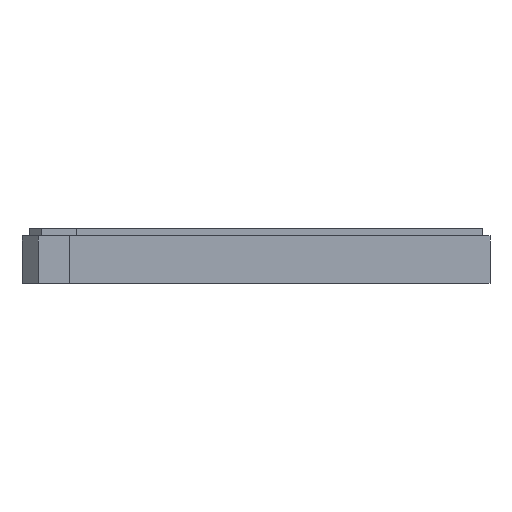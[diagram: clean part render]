
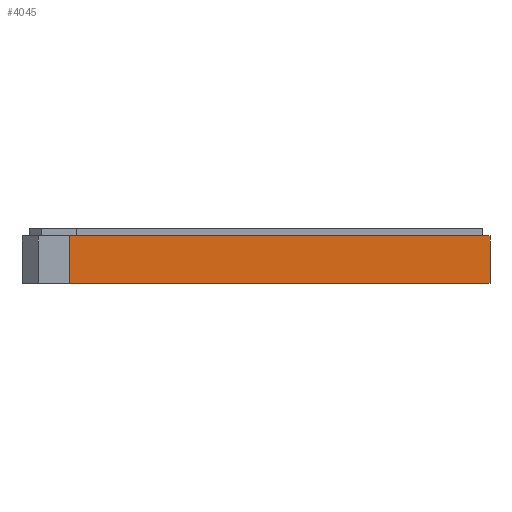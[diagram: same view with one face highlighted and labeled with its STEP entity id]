
A CAD part, front view. The second image highlights one B-rep face of the part: STEP entity #4045.
In plain terms, the highlighted planar face has unit normal (0, -1, 0).
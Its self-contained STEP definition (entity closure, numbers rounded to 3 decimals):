
#93=PLANE('',#4320);
#316=FACE_OUTER_BOUND('',#531,.T.);
#531=EDGE_LOOP('',(#3646,#3647,#3648,#3649));
#1044=LINE('',#8966,#1377);
#1105=LINE('',#9083,#1438);
#1135=LINE('',#13407,#1468);
#1140=LINE('',#13419,#1473);
#1377=VECTOR('',#4921,10.);
#1438=VECTOR('',#5028,10.);
#1468=VECTOR('',#5114,10.);
#1473=VECTOR('',#5133,10.);
#1833=VERTEX_POINT('',#8963);
#1834=VERTEX_POINT('',#8965);
#1867=VERTEX_POINT('',#9081);
#1901=VERTEX_POINT('',#13405);
#2362=EDGE_CURVE('',#1833,#1834,#1044,.T.);
#2423=EDGE_CURVE('',#1867,#1833,#1105,.T.);
#2493=EDGE_CURVE('',#1901,#1867,#1135,.T.);
#2498=EDGE_CURVE('',#1901,#1834,#1140,.T.);
#3646=ORIENTED_EDGE('',*,*,#2498,.T.);
#3647=ORIENTED_EDGE('',*,*,#2362,.F.);
#3648=ORIENTED_EDGE('',*,*,#2423,.F.);
#3649=ORIENTED_EDGE('',*,*,#2493,.F.);
#4045=ADVANCED_FACE('',(#316),#93,.T.);
#4320=AXIS2_PLACEMENT_3D('',#13420,#5134,#5135);
#4921=DIRECTION('',(1.,0.,0.));
#5028=DIRECTION('',(0.,0.,1.));
#5114=DIRECTION('',(-1.,0.,0.));
#5133=DIRECTION('',(0.,0.,1.));
#5134=DIRECTION('center_axis',(0.,-1.,0.));
#5135=DIRECTION('ref_axis',(1.,0.,0.));
#8963=CARTESIAN_POINT('',(-0.3,-89.7,10.));
#8965=CARTESIAN_POINT('',(115.1,-89.7,10.));
#8966=CARTESIAN_POINT('',(-0.3,-89.7,10.));
#9081=CARTESIAN_POINT('',(-0.3,-89.7,-3.));
#9083=CARTESIAN_POINT('',(-0.3,-89.7,0.));
#13405=CARTESIAN_POINT('',(115.1,-89.7,-3.));
#13407=CARTESIAN_POINT('',(-0.3,-89.7,-3.));
#13419=CARTESIAN_POINT('',(115.1,-89.7,0.));
#13420=CARTESIAN_POINT('Origin',(-0.3,-89.7,0.));
